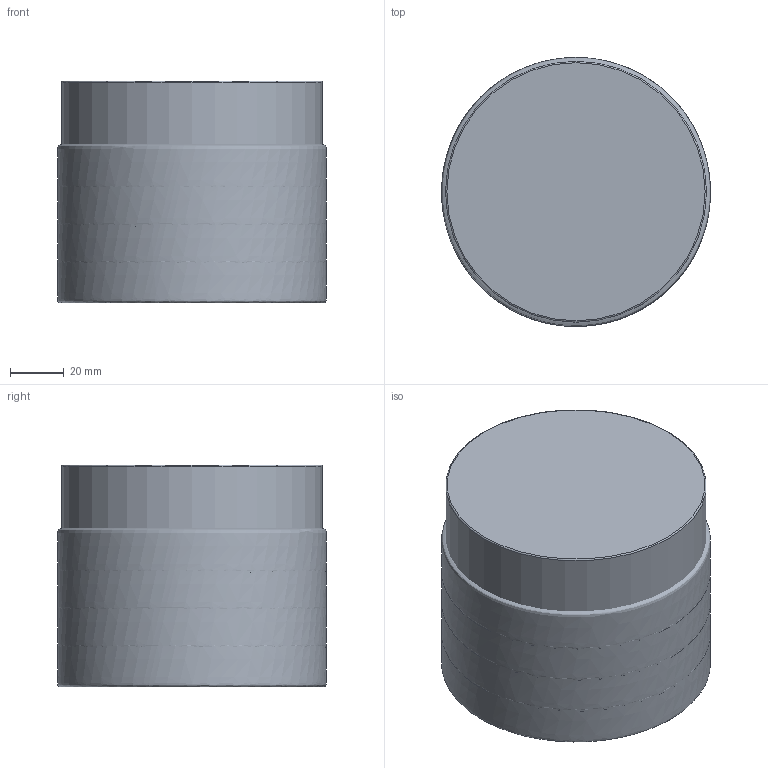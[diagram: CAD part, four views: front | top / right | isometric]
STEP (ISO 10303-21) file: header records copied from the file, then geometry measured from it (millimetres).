
FILE_DESCRIPTION(/* description */ (''),/* implementation_level */ '2;1');
FILE_NAME(/* name */ '1589195837481.stp',/* time_stamp */ '2020-05-11T16:47:39+05:00',/* author */ (''),/* organization */ ('SMS'),/* preprocessor_version */ 'ST-DEVELOPER v16.7',/* originating_system */ 'SIEMENS PLM Software NX 12.0',/* authorisation */ '');
FILE_SCHEMA (('AUTOMOTIVE_DESIGN { 1 0 10303 214 3 1 1 1 }'));
Products named in the file (4): ASSEMBLY_CONSTRUCTION; 202613864mod000_01; 202974239mod000_00; 202974238mod000_00
Assembly tree (6 placements, depth 2):
  202974238mod000_00
    202974239mod000_00
    202613864mod000_01  x4
    ASSEMBLY_CONSTRUCTION
Bounding box: 100.06 x 100.06 x 82.6 mm (x, y, z)
Volume: 799397.7 mm3; surface area: 99939.9 mm2
Topology: 5 solids, 5 shells, 23 faces, 50 edges, 59 vertices
Faces by surface type: cone 11, torus 4, bspline 4, plane 3, cylinder 1
Full cylindrical faces by diameter (mm): 97.093 x1
Entity records: 34265 total; most frequent: CARTESIAN_POINT 33519, DIRECTION 132, AXIS2_PLACEMENT_3D 66, STYLED_ITEM 51, PRESENTATION_STYLE_ASSIGNMENT 51, FACE_BOUND 38, EDGE_LOOP 36, ORIENTED_EDGE 36
